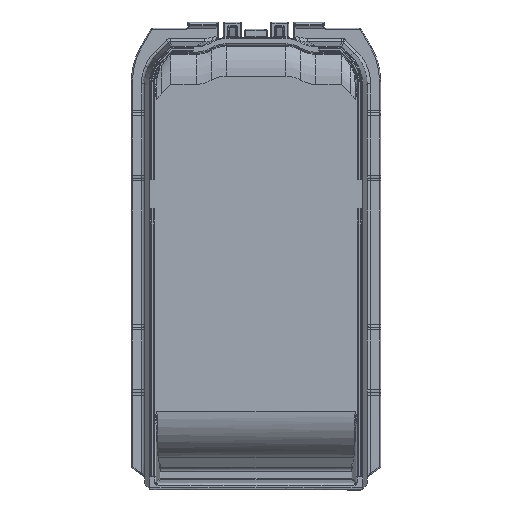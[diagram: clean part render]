
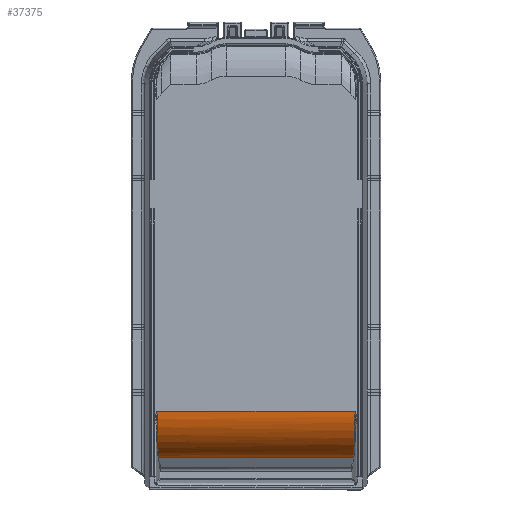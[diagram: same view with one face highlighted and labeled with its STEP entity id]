
A CAD part, front view. The second image highlights one B-rep face of the part: STEP entity #37375.
In plain terms, the highlighted cylindrical face has radius 23 mm (diameter 46 mm), a partial arc.
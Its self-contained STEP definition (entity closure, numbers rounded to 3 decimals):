
#1319 = CARTESIAN_POINT ( 'NONE',  ( -43.047, 16.236, -191.467 ) ) ;
#1973 = CARTESIAN_POINT ( 'NONE',  ( 92.843, 16.236, -191.467 ) ) ;
#4232 = CYLINDRICAL_SURFACE ( 'NONE', #29366, 23. ) ;
#6664 = EDGE_CURVE ( 'NONE', #16840, #22369, #40067, .T. ) ;
#12550 = EDGE_LOOP ( 'NONE', ( #25880, #21101, #22770, #13585 ) ) ;
#12698 =( BOUNDED_CURVE ( )  B_SPLINE_CURVE ( 3, ( #35983, #13870, #17065, #39120 ),
 .UNSPECIFIED., .F., .T. ) 
 B_SPLINE_CURVE_WITH_KNOTS ( ( 4, 4 ),
 ( 1.867, 3.082 ),
 .UNSPECIFIED. ) 
 CURVE ( )  GEOMETRIC_REPRESENTATION_ITEM ( )  RATIONAL_B_SPLINE_CURVE ( ( 1., 0.881, 0.881, 1. ) ) 
 REPRESENTATION_ITEM ( '' )  );
#13337 = CARTESIAN_POINT ( 'NONE',  ( 92.843, 22.96, -169.471 ) ) ;
#13585 = ORIENTED_EDGE ( 'NONE', *, *, #18611, .T. ) ;
#13870 = CARTESIAN_POINT ( 'NONE',  ( 43.556, 6.74, -188.564 ) ) ;
#15311 = VERTEX_POINT ( 'NONE', #34373 ) ;
#16840 = VERTEX_POINT ( 'NONE', #33154 ) ;
#17065 = CARTESIAN_POINT ( 'NONE',  ( 43.885, 0.596, -180.762 ) ) ;
#17414 = CARTESIAN_POINT ( 'NONE',  ( -43.916, 0.001, -170.849 ) ) ;
#18611 = EDGE_CURVE ( 'NONE', #15311, #22369, #37070, .T. ) ;
#20585 = CARTESIAN_POINT ( 'NONE',  ( -43.556, 6.74, -188.564 ) ) ;
#21101 = ORIENTED_EDGE ( 'NONE', *, *, #21194, .T. ) ;
#21194 = EDGE_CURVE ( 'NONE', #16840, #31837, #12698, .T. ) ;
#22024 = EDGE_CURVE ( 'NONE', #31837, #15311, #31212, .T. ) ;
#22369 = VERTEX_POINT ( 'NONE', #24043 ) ;
#22770 = ORIENTED_EDGE ( 'NONE', *, *, #22024, .T. ) ;
#24043 = CARTESIAN_POINT ( 'NONE',  ( -43.047, 16.236, -191.467 ) ) ;
#24502 = CARTESIAN_POINT ( 'NONE',  ( 43.916, 0.001, -170.849 ) ) ;
#25880 = ORIENTED_EDGE ( 'NONE', *, *, #6664, .F. ) ;
#28741 = CARTESIAN_POINT ( 'NONE',  ( 92.843, 0.001, -170.849 ) ) ;
#29366 = AXIS2_PLACEMENT_3D ( 'NONE', #13337, #38599, #32252 ) ;
#31103 = VECTOR ( 'NONE', #31870, 1000. ) ;
#31212 = LINE ( 'NONE', #28741, #31103 ) ;
#31837 = VERTEX_POINT ( 'NONE', #24502 ) ;
#31870 = DIRECTION ( 'NONE',  ( -1., 0., 0. ) ) ;
#32252 = DIRECTION ( 'NONE',  ( 0., 0., 1. ) ) ;
#33154 = CARTESIAN_POINT ( 'NONE',  ( 43.047, 16.236, -191.467 ) ) ;
#34373 = CARTESIAN_POINT ( 'NONE',  ( -43.916, 0.001, -170.849 ) ) ;
#35983 = CARTESIAN_POINT ( 'NONE',  ( 43.047, 16.236, -191.467 ) ) ;
#36311 = CARTESIAN_POINT ( 'NONE',  ( -43.885, 0.596, -180.762 ) ) ;
#37070 =( BOUNDED_CURVE ( )  B_SPLINE_CURVE ( 3, ( #17414, #36311, #20585, #1319 ),
 .UNSPECIFIED., .F., .T. ) 
 B_SPLINE_CURVE_WITH_KNOTS ( ( 4, 4 ),
 ( 0.06, 1.274 ),
 .UNSPECIFIED. ) 
 CURVE ( )  GEOMETRIC_REPRESENTATION_ITEM ( )  RATIONAL_B_SPLINE_CURVE ( ( 1., 0.881, 0.881, 1. ) ) 
 REPRESENTATION_ITEM ( '' )  );
#37375 = ADVANCED_FACE ( 'NONE', ( #38017 ), #4232, .T. ) ;
#38017 = FACE_OUTER_BOUND ( 'NONE', #12550, .T. ) ;
#38599 = DIRECTION ( 'NONE',  ( -1., 0., 0. ) ) ;
#38605 = VECTOR ( 'NONE', #40184, 1000. ) ;
#39120 = CARTESIAN_POINT ( 'NONE',  ( 43.916, 0.001, -170.849 ) ) ;
#40067 = LINE ( 'NONE', #1973, #38605 ) ;
#40184 = DIRECTION ( 'NONE',  ( -1., 0., 0. ) ) ;
